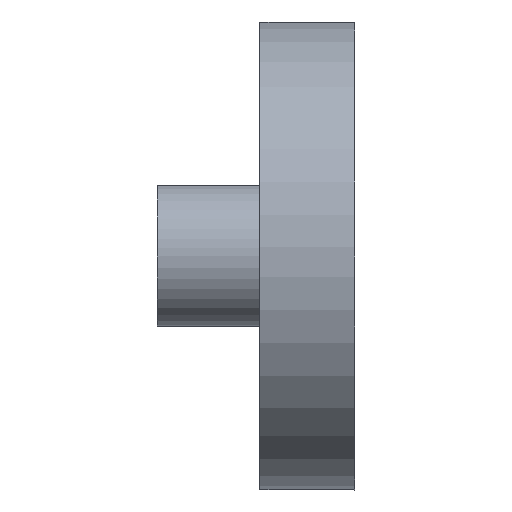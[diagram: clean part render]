
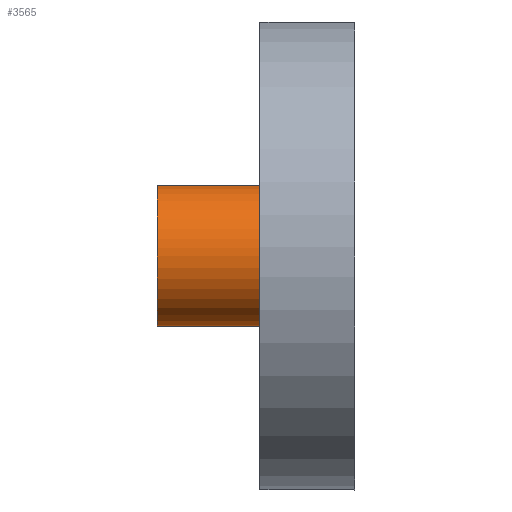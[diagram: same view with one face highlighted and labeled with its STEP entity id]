
A CAD part, front view. The second image highlights one B-rep face of the part: STEP entity #3565.
In plain terms, the highlighted free-form (B-spline) face has degree [2, 1] with [7, 2] control points.
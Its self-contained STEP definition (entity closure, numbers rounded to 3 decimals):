
#79 = B_SPLINE_SURFACE_WITH_KNOTS('',1,1,(
    (#80,#81)
    ,(#82,#83)),.UNSPECIFIED.,.F.,.F.,.F.,(2,2),(2,2),(-77.349,
    23.349),(-27.808,2.808),
  .PIECEWISE_BEZIER_KNOTS.);
#80 = CARTESIAN_POINT('',(54.,-15.349,
    15.308));
#81 = CARTESIAN_POINT('',(54.,-15.349,-15.308
    ));
#82 = CARTESIAN_POINT('',(54.,85.349,
    15.308));
#83 = CARTESIAN_POINT('',(54.,85.349,-15.308
    ));
#1630 = EDGE_CURVE('',#1631,#1631,#1633,.T.);
#1631 = VERTEX_POINT('',#1632);
#1632 = CARTESIAN_POINT('',(54.,65.5,0.));
#1633 = SURFACE_CURVE('',#1634,(#1642,#1653),.PCURVE_S1.);
#1634 = ( BOUNDED_CURVE() B_SPLINE_CURVE(2,(#1635,#1636,#1637,#1638,
#1639,#1640,#1641),.UNSPECIFIED.,.T.,.F.) B_SPLINE_CURVE_WITH_KNOTS((3,2
    ,2,3),(0.,2.094,4.189,6.283),
.PIECEWISE_BEZIER_KNOTS.) CURVE() GEOMETRIC_REPRESENTATION_ITEM() 
RATIONAL_B_SPLINE_CURVE((1.,0.5,1.,0.5,1.,0.5,1.)) REPRESENTATION_ITEM(
  '') );
#1635 = CARTESIAN_POINT('',(54.,65.5,0.));
#1636 = CARTESIAN_POINT('',(54.,65.5,-7.794));
#1637 = CARTESIAN_POINT('',(54.,72.25,-3.897));
#1638 = CARTESIAN_POINT('',(54.,79.,0.));
#1639 = CARTESIAN_POINT('',(54.,72.25,3.897));
#1640 = CARTESIAN_POINT('',(54.,65.5,7.794));
#1641 = CARTESIAN_POINT('',(54.,65.5,0.));
#1642 = PCURVE('',#79,#1643);
#1643 = DEFINITIONAL_REPRESENTATION('',(#1644),#1652);
#1644 = ( BOUNDED_CURVE() B_SPLINE_CURVE(2,(#1645,#1646,#1647,#1648,
#1649,#1650,#1651),.UNSPECIFIED.,.F.,.F.) B_SPLINE_CURVE_WITH_KNOTS((3,2
    ,2,3),(0.,2.094,4.189,6.283),
.PIECEWISE_BEZIER_KNOTS.) CURVE() GEOMETRIC_REPRESENTATION_ITEM() 
RATIONAL_B_SPLINE_CURVE((1.,0.5,1.,0.5,1.,0.5,1.)) REPRESENTATION_ITEM(
  '') );
#1645 = CARTESIAN_POINT('',(3.5,-12.5));
#1646 = CARTESIAN_POINT('',(3.5,-4.706));
#1647 = CARTESIAN_POINT('',(10.25,-8.603));
#1648 = CARTESIAN_POINT('',(17.,-12.5));
#1649 = CARTESIAN_POINT('',(10.25,-16.397));
#1650 = CARTESIAN_POINT('',(3.5,-20.294));
#1651 = CARTESIAN_POINT('',(3.5,-12.5));
#1652 = ( GEOMETRIC_REPRESENTATION_CONTEXT(2) 
PARAMETRIC_REPRESENTATION_CONTEXT() REPRESENTATION_CONTEXT('2D SPACE',''
  ) );
#1653 = PCURVE('',#1654,#1669);
#1654 = ( BOUNDED_SURFACE() B_SPLINE_SURFACE(2,1,(
    (#1655,#1656)
    ,(#1657,#1658)
    ,(#1659,#1660)
    ,(#1661,#1662)
    ,(#1663,#1664)
    ,(#1665,#1666)
    ,(#1667,#1668
)),.UNSPECIFIED.,.T.,.F.,.F.) B_SPLINE_SURFACE_WITH_KNOTS((3,2,2,3),(2,2
    ),(0.,2.094,4.189,6.283),(0.,6.5),
.PIECEWISE_BEZIER_KNOTS.) GEOMETRIC_REPRESENTATION_ITEM() 
RATIONAL_B_SPLINE_SURFACE((
    (1.,1.)
    ,(0.5,0.5)
    ,(1.,1.)
    ,(0.5,0.5)
    ,(1.,1.)
    ,(0.5,0.5)
,(1.,1.))) REPRESENTATION_ITEM('') SURFACE() );
#1655 = CARTESIAN_POINT('',(54.,65.5,0.));
#1656 = CARTESIAN_POINT('',(47.5,65.5,0.));
#1657 = CARTESIAN_POINT('',(54.,65.5,-7.794));
#1658 = CARTESIAN_POINT('',(47.5,65.5,-7.794));
#1659 = CARTESIAN_POINT('',(54.,72.25,-3.897));
#1660 = CARTESIAN_POINT('',(47.5,72.25,-3.897));
#1661 = CARTESIAN_POINT('',(54.,79.,0.));
#1662 = CARTESIAN_POINT('',(47.5,79.,0.));
#1663 = CARTESIAN_POINT('',(54.,72.25,3.897));
#1664 = CARTESIAN_POINT('',(47.5,72.25,3.897));
#1665 = CARTESIAN_POINT('',(54.,65.5,7.794));
#1666 = CARTESIAN_POINT('',(47.5,65.5,7.794));
#1667 = CARTESIAN_POINT('',(54.,65.5,0.));
#1668 = CARTESIAN_POINT('',(47.5,65.5,0.));
#1669 = DEFINITIONAL_REPRESENTATION('',(#1670),#1678);
#1670 = B_SPLINE_CURVE_WITH_KNOTS('',2,(#1671,#1672,#1673,#1674,#1675,
    #1676,#1677),.UNSPECIFIED.,.F.,.F.,(3,2,2,3),(0.,2.094,
    4.189,6.283),.UNSPECIFIED.);
#1671 = CARTESIAN_POINT('',(0.,0.));
#1672 = CARTESIAN_POINT('',(1.047,0.));
#1673 = CARTESIAN_POINT('',(2.094,0.));
#1674 = CARTESIAN_POINT('',(3.142,0.));
#1675 = CARTESIAN_POINT('',(4.189,0.));
#1676 = CARTESIAN_POINT('',(5.236,0.));
#1677 = CARTESIAN_POINT('',(6.283,0.));
#1678 = ( GEOMETRIC_REPRESENTATION_CONTEXT(2) 
PARAMETRIC_REPRESENTATION_CONTEXT() REPRESENTATION_CONTEXT('2D SPACE',''
  ) );
#3565 = ADVANCED_FACE('',(#3566),#1654,.F.);
#3566 = FACE_BOUND('',#3567,.F.);
#3567 = EDGE_LOOP('',(#3568,#3590,#3628,#3629));
#3568 = ORIENTED_EDGE('',*,*,#3569,.T.);
#3569 = EDGE_CURVE('',#1631,#3570,#3572,.T.);
#3570 = VERTEX_POINT('',#3571);
#3571 = CARTESIAN_POINT('',(47.5,65.5,0.));
#3572 = SEAM_CURVE('',#3573,(#3576,#3583),.PCURVE_S1.);
#3573 = B_SPLINE_CURVE_WITH_KNOTS('',1,(#3574,#3575),.UNSPECIFIED.,.F.,
  .F.,(2,2),(0.,6.5),.PIECEWISE_BEZIER_KNOTS.);
#3574 = CARTESIAN_POINT('',(54.,65.5,0.));
#3575 = CARTESIAN_POINT('',(47.5,65.5,0.));
#3576 = PCURVE('',#1654,#3577);
#3577 = DEFINITIONAL_REPRESENTATION('',(#3578),#3582);
#3578 = B_SPLINE_CURVE_WITH_KNOTS('',2,(#3579,#3580,#3581),
  .UNSPECIFIED.,.F.,.F.,(3,3),(0.,6.5),.PIECEWISE_BEZIER_KNOTS.);
#3579 = CARTESIAN_POINT('',(6.283,0.));
#3580 = CARTESIAN_POINT('',(6.283,3.25));
#3581 = CARTESIAN_POINT('',(6.283,6.5));
#3582 = ( GEOMETRIC_REPRESENTATION_CONTEXT(2) 
PARAMETRIC_REPRESENTATION_CONTEXT() REPRESENTATION_CONTEXT('2D SPACE',''
  ) );
#3583 = PCURVE('',#1654,#3584);
#3584 = DEFINITIONAL_REPRESENTATION('',(#3585),#3589);
#3585 = B_SPLINE_CURVE_WITH_KNOTS('',2,(#3586,#3587,#3588),
  .UNSPECIFIED.,.F.,.F.,(3,3),(0.,6.5),.PIECEWISE_BEZIER_KNOTS.);
#3586 = CARTESIAN_POINT('',(0.,0.));
#3587 = CARTESIAN_POINT('',(0.,3.25));
#3588 = CARTESIAN_POINT('',(0.,6.5));
#3589 = ( GEOMETRIC_REPRESENTATION_CONTEXT(2) 
PARAMETRIC_REPRESENTATION_CONTEXT() REPRESENTATION_CONTEXT('2D SPACE',''
  ) );
#3590 = ORIENTED_EDGE('',*,*,#3591,.F.);
#3591 = EDGE_CURVE('',#3570,#3570,#3592,.T.);
#3592 = SURFACE_CURVE('',#3593,(#3601,#3612),.PCURVE_S1.);
#3593 = ( BOUNDED_CURVE() B_SPLINE_CURVE(2,(#3594,#3595,#3596,#3597,
#3598,#3599,#3600),.UNSPECIFIED.,.T.,.F.) B_SPLINE_CURVE_WITH_KNOTS((3,2
    ,2,3),(0.,2.094,4.189,6.283),
.PIECEWISE_BEZIER_KNOTS.) CURVE() GEOMETRIC_REPRESENTATION_ITEM() 
RATIONAL_B_SPLINE_CURVE((1.,0.5,1.,0.5,1.,0.5,1.)) REPRESENTATION_ITEM(
  '') );
#3594 = CARTESIAN_POINT('',(47.5,65.5,0.));
#3595 = CARTESIAN_POINT('',(47.5,65.5,-7.794));
#3596 = CARTESIAN_POINT('',(47.5,72.25,-3.897));
#3597 = CARTESIAN_POINT('',(47.5,79.,0.));
#3598 = CARTESIAN_POINT('',(47.5,72.25,3.897));
#3599 = CARTESIAN_POINT('',(47.5,65.5,7.794));
#3600 = CARTESIAN_POINT('',(47.5,65.5,0.));
#3601 = PCURVE('',#1654,#3602);
#3602 = DEFINITIONAL_REPRESENTATION('',(#3603),#3611);
#3603 = B_SPLINE_CURVE_WITH_KNOTS('',2,(#3604,#3605,#3606,#3607,#3608,
    #3609,#3610),.UNSPECIFIED.,.F.,.F.,(3,2,2,3),(0.,2.094,
    4.189,6.283),.UNSPECIFIED.);
#3604 = CARTESIAN_POINT('',(0.,6.5));
#3605 = CARTESIAN_POINT('',(1.047,6.5));
#3606 = CARTESIAN_POINT('',(2.094,6.5));
#3607 = CARTESIAN_POINT('',(3.142,6.5));
#3608 = CARTESIAN_POINT('',(4.189,6.5));
#3609 = CARTESIAN_POINT('',(5.236,6.5));
#3610 = CARTESIAN_POINT('',(6.283,6.5));
#3611 = ( GEOMETRIC_REPRESENTATION_CONTEXT(2) 
PARAMETRIC_REPRESENTATION_CONTEXT() REPRESENTATION_CONTEXT('2D SPACE',''
  ) );
#3612 = PCURVE('',#3613,#3618);
#3613 = B_SPLINE_SURFACE_WITH_KNOTS('',1,1,(
    (#3614,#3615)
    ,(#3616,#3617
    )),.UNSPECIFIED.,.F.,.F.,.F.,(2,2),(2,2),(-4.83,
    4.83),(-4.83,4.83),
  .PIECEWISE_BEZIER_KNOTS.);
#3614 = CARTESIAN_POINT('',(47.5,74.83,
    4.83));
#3615 = CARTESIAN_POINT('',(47.5,74.83,
    -4.83));
#3616 = CARTESIAN_POINT('',(47.5,65.17,
    4.83));
#3617 = CARTESIAN_POINT('',(47.5,65.17,
    -4.83));
#3618 = DEFINITIONAL_REPRESENTATION('',(#3619),#3627);
#3619 = ( BOUNDED_CURVE() B_SPLINE_CURVE(2,(#3620,#3621,#3622,#3623,
#3624,#3625,#3626),.UNSPECIFIED.,.F.,.F.) B_SPLINE_CURVE_WITH_KNOTS((3,2
    ,2,3),(0.,2.094,4.189,6.283),
.PIECEWISE_BEZIER_KNOTS.) CURVE() GEOMETRIC_REPRESENTATION_ITEM() 
RATIONAL_B_SPLINE_CURVE((1.,0.5,1.,0.5,1.,0.5,1.)) REPRESENTATION_ITEM(
  '') );
#3620 = CARTESIAN_POINT('',(4.5,0.));
#3621 = CARTESIAN_POINT('',(4.5,7.794));
#3622 = CARTESIAN_POINT('',(-2.25,3.897));
#3623 = CARTESIAN_POINT('',(-9.,0.));
#3624 = CARTESIAN_POINT('',(-2.25,-3.897));
#3625 = CARTESIAN_POINT('',(4.5,-7.794));
#3626 = CARTESIAN_POINT('',(4.5,0.));
#3627 = ( GEOMETRIC_REPRESENTATION_CONTEXT(2) 
PARAMETRIC_REPRESENTATION_CONTEXT() REPRESENTATION_CONTEXT('2D SPACE',''
  ) );
#3628 = ORIENTED_EDGE('',*,*,#3569,.F.);
#3629 = ORIENTED_EDGE('',*,*,#1630,.T.);
